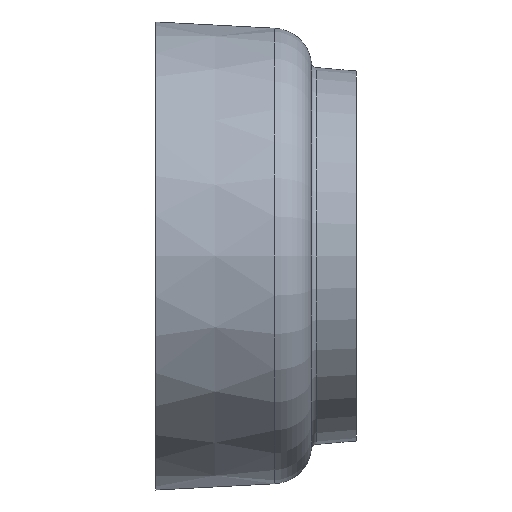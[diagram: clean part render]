
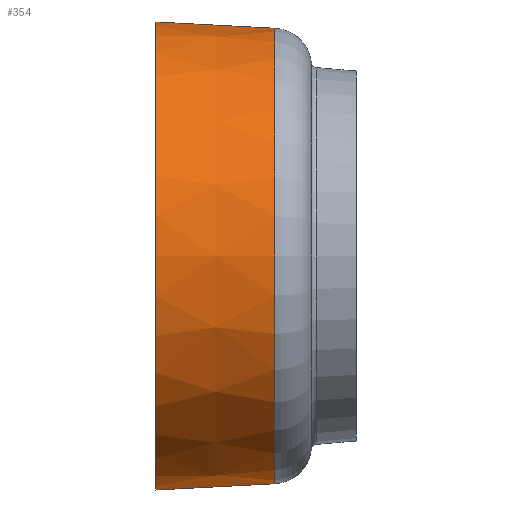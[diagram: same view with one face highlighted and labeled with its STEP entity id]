
A CAD part, left-side view. The second image highlights one B-rep face of the part: STEP entity #354.
In plain terms, the highlighted conical face has half-angle 3 degrees and reference radius 210 mm.
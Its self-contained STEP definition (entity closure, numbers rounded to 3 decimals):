
#38 = CIRCLE ( 'NONE', #2036, 210. ) ;
#102 = DIRECTION ( 'NONE',  ( 0., 1., 0. ) ) ;
#332 = EDGE_CURVE ( 'NONE', #5231, #2821, #3844, .T. ) ;
#354 = ADVANCED_FACE ( 'NONE', ( #4618 ), #5570, .T. ) ;
#405 = LINE ( 'NONE', #1641, #1800 ) ;
#1104 = DIRECTION ( 'NONE',  ( 0., 0.999, -0.052 ) ) ;
#1214 = AXIS2_PLACEMENT_3D ( 'NONE', #4266, #2116, #1517 ) ;
#1270 = VECTOR ( 'NONE', #5737, 1000. ) ;
#1517 = DIRECTION ( 'NONE',  ( 0., 0., 1. ) ) ;
#1628 = EDGE_LOOP ( 'NONE', ( #2426, #2997, #6978, #1663 ) ) ;
#1641 = CARTESIAN_POINT ( 'NONE',  ( 0., 0., -210. ) ) ;
#1663 = ORIENTED_EDGE ( 'NONE', *, *, #2566, .F. ) ;
#1800 = VECTOR ( 'NONE', #1104, 1000. ) ;
#2036 = AXIS2_PLACEMENT_3D ( 'NONE', #6705, #102, #4108 ) ;
#2116 = DIRECTION ( 'NONE',  ( 0., 1., 0. ) ) ;
#2311 = VERTEX_POINT ( 'NONE', #4160 ) ;
#2403 = VERTEX_POINT ( 'NONE', #4290 ) ;
#2426 = ORIENTED_EDGE ( 'NONE', *, *, #6192, .F. ) ;
#2566 = EDGE_CURVE ( 'NONE', #2311, #2403, #38, .T. ) ;
#2821 = VERTEX_POINT ( 'NONE', #3204 ) ;
#2997 = ORIENTED_EDGE ( 'NONE', *, *, #332, .T. ) ;
#3204 = CARTESIAN_POINT ( 'NONE',  ( 0., -106.832, 204.401 ) ) ;
#3793 = CARTESIAN_POINT ( 'NONE',  ( 0., -106.832, 0. ) ) ;
#3844 = CIRCLE ( 'NONE', #5178, 204.401 ) ;
#4108 = DIRECTION ( 'NONE',  ( 0., 0., 1. ) ) ;
#4160 = CARTESIAN_POINT ( 'NONE',  ( 0., 0., -210. ) ) ;
#4266 = CARTESIAN_POINT ( 'NONE',  ( 0., 0., 0. ) ) ;
#4290 = CARTESIAN_POINT ( 'NONE',  ( 0., 0., 210. ) ) ;
#4618 = FACE_OUTER_BOUND ( 'NONE', #1628, .T. ) ;
#5178 = AXIS2_PLACEMENT_3D ( 'NONE', #3793, #6586, #6517 ) ;
#5231 = VERTEX_POINT ( 'NONE', #6826 ) ;
#5570 = CONICAL_SURFACE ( 'NONE', #1214, 210., 0.052 ) ;
#5737 = DIRECTION ( 'NONE',  ( 0., 0.999, 0.052 ) ) ;
#6192 = EDGE_CURVE ( 'NONE', #5231, #2311, #405, .T. ) ;
#6198 = LINE ( 'NONE', #6362, #1270 ) ;
#6362 = CARTESIAN_POINT ( 'NONE',  ( 0., 0., 210. ) ) ;
#6517 = DIRECTION ( 'NONE',  ( 0., 0., 1. ) ) ;
#6586 = DIRECTION ( 'NONE',  ( 0., 1., 0. ) ) ;
#6705 = CARTESIAN_POINT ( 'NONE',  ( 0., 0., 0. ) ) ;
#6826 = CARTESIAN_POINT ( 'NONE',  ( 0., -106.832, -204.401 ) ) ;
#6978 = ORIENTED_EDGE ( 'NONE', *, *, #7014, .T. ) ;
#7014 = EDGE_CURVE ( 'NONE', #2821, #2403, #6198, .T. ) ;
